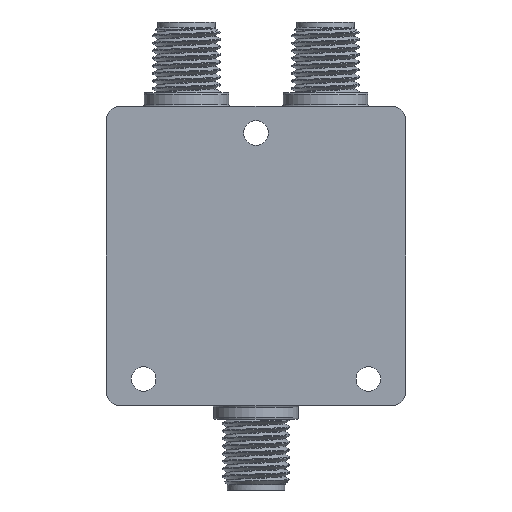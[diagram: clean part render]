
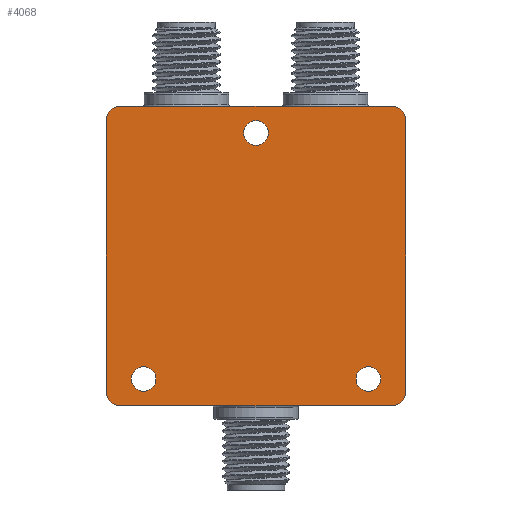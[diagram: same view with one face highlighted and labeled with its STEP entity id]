
A CAD part, front view. The second image highlights one B-rep face of the part: STEP entity #4068.
In plain terms, the highlighted planar face has unit normal (0, -1, 0).
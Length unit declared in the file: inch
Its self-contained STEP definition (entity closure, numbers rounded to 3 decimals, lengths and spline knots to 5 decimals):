
#186 = CARTESIAN_POINT ( 'NONE',  ( 0.55118, -0.19685, 0.55118 ) ) ;
#527 = EDGE_CURVE ( 'NONE', #5273, #10912, #3808, .T. ) ;
#654 = CARTESIAN_POINT ( 'NONE',  ( 0.55118, -0.19685, 0.50118 ) ) ;
#678 = CARTESIAN_POINT ( 'NONE',  ( -0.55118, -0.19685, 0.50118 ) ) ;
#720 = CARTESIAN_POINT ( 'NONE',  ( -0.50118, -0.19685, 0.50118 ) ) ;
#726 = EDGE_CURVE ( 'NONE', #18288, #10912, #6885, .T. ) ;
#1028 = CARTESIAN_POINT ( 'NONE',  ( -0.55118, -0.19685, 0.55118 ) ) ;
#1151 = DIRECTION ( 'NONE',  ( 0., 0., 1. ) ) ;
#1199 = EDGE_LOOP ( 'NONE', ( #5886 ) ) ;
#1625 = CARTESIAN_POINT ( 'NONE',  ( 0., -0.19685, 0.49776 ) ) ;
#1927 = DIRECTION ( 'NONE',  ( 0., 1., 0. ) ) ;
#2029 = DIRECTION ( 'NONE',  ( 0., 0., 1. ) ) ;
#2072 = EDGE_CURVE ( 'NONE', #8726, #2416, #4468, .T. ) ;
#2343 = CARTESIAN_POINT ( 'NONE',  ( -0.50118, -0.19685, 0.55118 ) ) ;
#2416 = VERTEX_POINT ( 'NONE', #10247 ) ;
#3021 = FACE_BOUND ( 'NONE', #18919, .T. ) ;
#3170 = AXIS2_PLACEMENT_3D ( 'NONE', #8703, #14800, #4208 ) ;
#3306 = FACE_BOUND ( 'NONE', #1199, .T. ) ;
#3808 = CIRCLE ( 'NONE', #3170, 0.05 ) ;
#3842 = CIRCLE ( 'NONE', #8308, 0.045 ) ;
#3852 = VERTEX_POINT ( 'NONE', #10036 ) ;
#3977 = ORIENTED_EDGE ( 'NONE', *, *, #527, .T. ) ;
#4019 = EDGE_LOOP ( 'NONE', ( #19632 ) ) ;
#4068 = ADVANCED_FACE ( 'NONE', ( #4799, #3306, #3021, #13909 ), #9495, .T. ) ;
#4208 = DIRECTION ( 'NONE',  ( 0., 0., -1. ) ) ;
#4219 = LINE ( 'NONE', #1028, #6001 ) ;
#4244 = CIRCLE ( 'NONE', #19566, 0.05 ) ;
#4468 = CIRCLE ( 'NONE', #14362, 0.05 ) ;
#4564 = ORIENTED_EDGE ( 'NONE', *, *, #10526, .T. ) ;
#4799 = FACE_BOUND ( 'NONE', #4019, .T. ) ;
#4891 = VERTEX_POINT ( 'NONE', #678 ) ;
#4907 = CARTESIAN_POINT ( 'NONE',  ( 0.41339, -0.19685, -0.40776 ) ) ;
#4914 = CARTESIAN_POINT ( 'NONE',  ( -0.55118, -0.19685, -0.55118 ) ) ;
#5100 = CARTESIAN_POINT ( 'NONE',  ( 0.50118, -0.19685, 0.55118 ) ) ;
#5273 = VERTEX_POINT ( 'NONE', #654 ) ;
#5352 = ORIENTED_EDGE ( 'NONE', *, *, #8985, .F. ) ;
#5375 = DIRECTION ( 'NONE',  ( 0., 0., -1. ) ) ;
#5886 = ORIENTED_EDGE ( 'NONE', *, *, #18464, .T. ) ;
#6001 = VECTOR ( 'NONE', #15095, 39.37008 ) ;
#6534 = CARTESIAN_POINT ( 'NONE',  ( -0.41339, -0.19685, -0.45276 ) ) ;
#6724 = DIRECTION ( 'NONE',  ( -1., 0., 0. ) ) ;
#6818 = DIRECTION ( 'NONE',  ( 0., 0., -1. ) ) ;
#6885 = LINE ( 'NONE', #17151, #17523 ) ;
#7077 = DIRECTION ( 'NONE',  ( 0., -1., 0. ) ) ;
#7592 = ORIENTED_EDGE ( 'NONE', *, *, #9449, .F. ) ;
#7693 = LINE ( 'NONE', #186, #9491 ) ;
#8007 = DIRECTION ( 'NONE',  ( 0., 0., -1. ) ) ;
#8258 = AXIS2_PLACEMENT_3D ( 'NONE', #6534, #1927, #2029 ) ;
#8308 = AXIS2_PLACEMENT_3D ( 'NONE', #15899, #13126, #13227 ) ;
#8333 = ORIENTED_EDGE ( 'NONE', *, *, #726, .F. ) ;
#8475 = DIRECTION ( 'NONE',  ( 0., -1., 0. ) ) ;
#8703 = CARTESIAN_POINT ( 'NONE',  ( 0.50118, -0.19685, 0.50118 ) ) ;
#8726 = VERTEX_POINT ( 'NONE', #10613 ) ;
#8985 = EDGE_CURVE ( 'NONE', #5273, #3852, #7693, .T. ) ;
#9399 = DIRECTION ( 'NONE',  ( 0., -1., 0. ) ) ;
#9449 = EDGE_CURVE ( 'NONE', #8726, #4891, #4219, .T. ) ;
#9491 = VECTOR ( 'NONE', #17053, 39.37008 ) ;
#9495 = PLANE ( 'NONE',  #11191 ) ;
#10036 = CARTESIAN_POINT ( 'NONE',  ( 0.55118, -0.19685, -0.50118 ) ) ;
#10247 = CARTESIAN_POINT ( 'NONE',  ( -0.50118, -0.19685, -0.55118 ) ) ;
#10526 = EDGE_CURVE ( 'NONE', #13819, #13819, #13687, .T. ) ;
#10613 = CARTESIAN_POINT ( 'NONE',  ( -0.55118, -0.19685, -0.50118 ) ) ;
#10808 = CARTESIAN_POINT ( 'NONE',  ( 0., -0.19685, 0. ) ) ;
#10912 = VERTEX_POINT ( 'NONE', #5100 ) ;
#10915 = VERTEX_POINT ( 'NONE', #1625 ) ;
#11013 = CARTESIAN_POINT ( 'NONE',  ( -0.41339, -0.19685, -0.40776 ) ) ;
#11191 = AXIS2_PLACEMENT_3D ( 'NONE', #10808, #9399, #8007 ) ;
#11591 = CARTESIAN_POINT ( 'NONE',  ( 0.50118, -0.19685, -0.50118 ) ) ;
#11723 = DIRECTION ( 'NONE',  ( 0., -1., 0. ) ) ;
#11842 = CARTESIAN_POINT ( 'NONE',  ( 0.50118, -0.19685, -0.55118 ) ) ;
#11854 = DIRECTION ( 'NONE',  ( 0., 1., 0. ) ) ;
#11889 = ORIENTED_EDGE ( 'NONE', *, *, #14330, .T. ) ;
#12779 = AXIS2_PLACEMENT_3D ( 'NONE', #14835, #11854, #1151 ) ;
#13126 = DIRECTION ( 'NONE',  ( 0., 1., 0. ) ) ;
#13134 = ORIENTED_EDGE ( 'NONE', *, *, #13866, .F. ) ;
#13227 = DIRECTION ( 'NONE',  ( 0., 0., 1. ) ) ;
#13687 = CIRCLE ( 'NONE', #8258, 0.045 ) ;
#13819 = VERTEX_POINT ( 'NONE', #11013 ) ;
#13866 = EDGE_CURVE ( 'NONE', #17624, #2416, #17407, .T. ) ;
#13909 = FACE_OUTER_BOUND ( 'NONE', #15081, .T. ) ;
#14330 = EDGE_CURVE ( 'NONE', #17624, #3852, #4244, .T. ) ;
#14362 = AXIS2_PLACEMENT_3D ( 'NONE', #14657, #7077, #19261 ) ;
#14477 = DIRECTION ( 'NONE',  ( 1., 0., 0. ) ) ;
#14657 = CARTESIAN_POINT ( 'NONE',  ( -0.50118, -0.19685, -0.50118 ) ) ;
#14800 = DIRECTION ( 'NONE',  ( 0., -1., 0. ) ) ;
#14835 = CARTESIAN_POINT ( 'NONE',  ( 0.41339, -0.19685, -0.45276 ) ) ;
#15081 = EDGE_LOOP ( 'NONE', ( #5352, #3977, #8333, #16880, #7592, #17959, #13134, #11889 ) ) ;
#15095 = DIRECTION ( 'NONE',  ( 0., 0., 1. ) ) ;
#15899 = CARTESIAN_POINT ( 'NONE',  ( 0., -0.19685, 0.45276 ) ) ;
#16288 = CIRCLE ( 'NONE', #12779, 0.045 ) ;
#16880 = ORIENTED_EDGE ( 'NONE', *, *, #18870, .T. ) ;
#17053 = DIRECTION ( 'NONE',  ( 0., 0., -1. ) ) ;
#17151 = CARTESIAN_POINT ( 'NONE',  ( -0.55118, -0.19685, 0.55118 ) ) ;
#17407 = LINE ( 'NONE', #4914, #17652 ) ;
#17523 = VECTOR ( 'NONE', #14477, 39.37008 ) ;
#17624 = VERTEX_POINT ( 'NONE', #11842 ) ;
#17652 = VECTOR ( 'NONE', #6724, 39.37008 ) ;
#17959 = ORIENTED_EDGE ( 'NONE', *, *, #2072, .T. ) ;
#18288 = VERTEX_POINT ( 'NONE', #2343 ) ;
#18464 = EDGE_CURVE ( 'NONE', #18597, #18597, #16288, .T. ) ;
#18597 = VERTEX_POINT ( 'NONE', #4907 ) ;
#18840 = EDGE_CURVE ( 'NONE', #10915, #10915, #3842, .T. ) ;
#18870 = EDGE_CURVE ( 'NONE', #18288, #4891, #19484, .T. ) ;
#18919 = EDGE_LOOP ( 'NONE', ( #4564 ) ) ;
#19174 = AXIS2_PLACEMENT_3D ( 'NONE', #720, #11723, #6818 ) ;
#19261 = DIRECTION ( 'NONE',  ( 0., 0., -1. ) ) ;
#19484 = CIRCLE ( 'NONE', #19174, 0.05 ) ;
#19566 = AXIS2_PLACEMENT_3D ( 'NONE', #11591, #8475, #5375 ) ;
#19632 = ORIENTED_EDGE ( 'NONE', *, *, #18840, .T. ) ;
